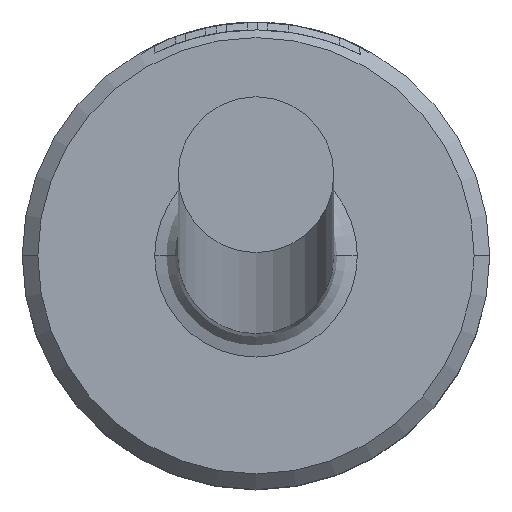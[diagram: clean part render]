
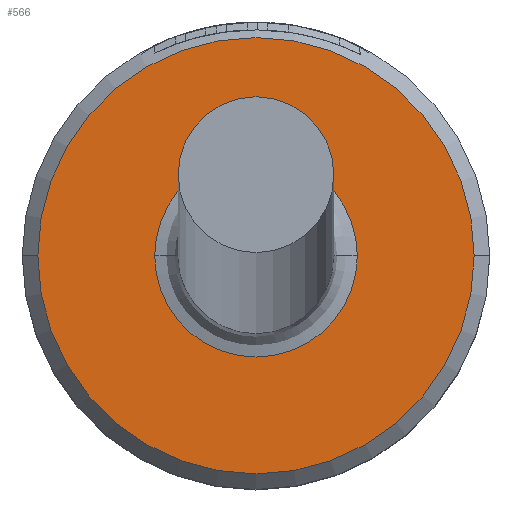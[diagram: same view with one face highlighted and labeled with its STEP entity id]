
A CAD part, top view. The second image highlights one B-rep face of the part: STEP entity #566.
In plain terms, the highlighted planar face has unit normal (0, 0, 1).
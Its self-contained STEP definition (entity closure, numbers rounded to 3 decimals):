
#18 = CARTESIAN_POINT ( 'NONE',  ( 2.8, 0., 4. ) ) ;
#62 = DIRECTION ( 'NONE',  ( 0., 0., -1. ) ) ;
#63 = CIRCLE ( 'NONE', #963, 2.8 ) ;
#135 = DIRECTION ( 'NONE',  ( 0., 0., -1. ) ) ;
#167 = PLANE ( 'NONE',  #663 ) ;
#171 = EDGE_LOOP ( 'NONE', ( #677, #280 ) ) ;
#209 = CIRCLE ( 'NONE', #299, 2.8 ) ;
#254 = CARTESIAN_POINT ( 'NONE',  ( 0., 0., 4. ) ) ;
#280 = ORIENTED_EDGE ( 'NONE', *, *, #852, .T. ) ;
#299 = AXIS2_PLACEMENT_3D ( 'NONE', #348, #981, #442 ) ;
#348 = CARTESIAN_POINT ( 'NONE',  ( 0., 0., 4. ) ) ;
#366 = CARTESIAN_POINT ( 'NONE',  ( 0., 0., 4. ) ) ;
#389 = AXIS2_PLACEMENT_3D ( 'NONE', #681, #135, #782 ) ;
#442 = DIRECTION ( 'NONE',  ( 1., 0., 0. ) ) ;
#460 = DIRECTION ( 'NONE',  ( 1., 0., 0. ) ) ;
#500 = FACE_BOUND ( 'NONE', #171, .T. ) ;
#538 = DIRECTION ( 'NONE',  ( 1., 0., 0. ) ) ;
#559 = EDGE_CURVE ( 'NONE', #729, #933, #209, .T. ) ;
#566 = ADVANCED_FACE ( 'NONE', ( #1167, #500 ), #167, .T. ) ;
#606 = CARTESIAN_POINT ( 'NONE',  ( 0., 0., 4. ) ) ;
#648 = CIRCLE ( 'NONE', #389, 1.3 ) ;
#656 = ORIENTED_EDGE ( 'NONE', *, *, #671, .T. ) ;
#663 = AXIS2_PLACEMENT_3D ( 'NONE', #254, #1072, #538 ) ;
#671 = EDGE_CURVE ( 'NONE', #933, #729, #63, .T. ) ;
#677 = ORIENTED_EDGE ( 'NONE', *, *, #973, .T. ) ;
#681 = CARTESIAN_POINT ( 'NONE',  ( 0., 0., 4. ) ) ;
#695 = DIRECTION ( 'NONE',  ( -1., 0., 0. ) ) ;
#729 = VERTEX_POINT ( 'NONE', #18 ) ;
#782 = DIRECTION ( 'NONE',  ( -1., 0., 0. ) ) ;
#805 = CIRCLE ( 'NONE', #1003, 1.3 ) ;
#852 = EDGE_CURVE ( 'NONE', #1075, #880, #648, .T. ) ;
#880 = VERTEX_POINT ( 'NONE', #1132 ) ;
#906 = EDGE_LOOP ( 'NONE', ( #656, #1045 ) ) ;
#933 = VERTEX_POINT ( 'NONE', #1137 ) ;
#963 = AXIS2_PLACEMENT_3D ( 'NONE', #366, #997, #460 ) ;
#973 = EDGE_CURVE ( 'NONE', #880, #1075, #805, .T. ) ;
#981 = DIRECTION ( 'NONE',  ( 0., 0., 1. ) ) ;
#997 = DIRECTION ( 'NONE',  ( 0., 0., 1. ) ) ;
#1003 = AXIS2_PLACEMENT_3D ( 'NONE', #606, #62, #695 ) ;
#1045 = ORIENTED_EDGE ( 'NONE', *, *, #559, .T. ) ;
#1064 = CARTESIAN_POINT ( 'NONE',  ( 1.3, 0., 4. ) ) ;
#1072 = DIRECTION ( 'NONE',  ( 0., 0., 1. ) ) ;
#1075 = VERTEX_POINT ( 'NONE', #1064 ) ;
#1132 = CARTESIAN_POINT ( 'NONE',  ( -1.3, 0., 4. ) ) ;
#1137 = CARTESIAN_POINT ( 'NONE',  ( -2.8, 0., 4. ) ) ;
#1167 = FACE_OUTER_BOUND ( 'NONE', #906, .T. ) ;
